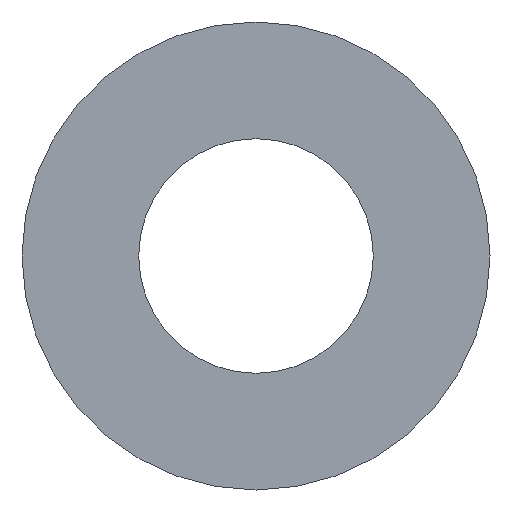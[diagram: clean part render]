
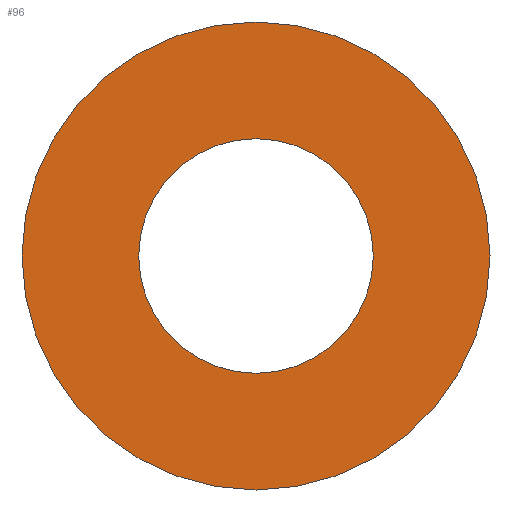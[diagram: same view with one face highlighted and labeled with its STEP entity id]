
A CAD part, front view. The second image highlights one B-rep face of the part: STEP entity #96.
In plain terms, the highlighted planar face has unit normal (0, -1, 0).
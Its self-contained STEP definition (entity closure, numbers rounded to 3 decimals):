
#2 = CARTESIAN_POINT ( 'NONE',  ( 0., 0., 0. ) ) ;
#3 = CIRCLE ( 'NONE', #244, 60.15 ) ;
#4 = CARTESIAN_POINT ( 'NONE',  ( 0., 0., -60.15 ) ) ;
#13 = ORIENTED_EDGE ( 'NONE', *, *, #92, .T. ) ;
#17 = DIRECTION ( 'NONE',  ( 0., 0., 1. ) ) ;
#19 = CARTESIAN_POINT ( 'NONE',  ( 0., 0., 60.15 ) ) ;
#20 = CARTESIAN_POINT ( 'NONE',  ( 0., 0., -30.15 ) ) ;
#26 = CARTESIAN_POINT ( 'NONE',  ( 0., 0., 0. ) ) ;
#27 = ORIENTED_EDGE ( 'NONE', *, *, #136, .F. ) ;
#28 = VERTEX_POINT ( 'NONE', #152 ) ;
#29 = AXIS2_PLACEMENT_3D ( 'NONE', #26, #230, #59 ) ;
#30 = EDGE_CURVE ( 'NONE', #50, #28, #228, .T. ) ;
#36 = CARTESIAN_POINT ( 'NONE',  ( 0., 0., 0. ) ) ;
#37 = CIRCLE ( 'NONE', #47, 30.15 ) ;
#41 = EDGE_CURVE ( 'NONE', #125, #220, #103, .T. ) ;
#42 = DIRECTION ( 'NONE',  ( 0., 0., 1. ) ) ;
#47 = AXIS2_PLACEMENT_3D ( 'NONE', #36, #227, #17 ) ;
#50 = VERTEX_POINT ( 'NONE', #20 ) ;
#59 = DIRECTION ( 'NONE',  ( 0., 0., 1. ) ) ;
#92 = EDGE_CURVE ( 'NONE', #28, #50, #37, .T. ) ;
#96 = ADVANCED_FACE ( 'NONE', ( #177, #212 ), #117, .F. ) ;
#97 = AXIS2_PLACEMENT_3D ( 'NONE', #148, #167, #238 ) ;
#103 = CIRCLE ( 'NONE', #29, 60.15 ) ;
#117 = PLANE ( 'NONE',  #189 ) ;
#125 = VERTEX_POINT ( 'NONE', #19 ) ;
#126 = ORIENTED_EDGE ( 'NONE', *, *, #30, .T. ) ;
#136 = EDGE_CURVE ( 'NONE', #220, #125, #3, .T. ) ;
#147 = ORIENTED_EDGE ( 'NONE', *, *, #41, .F. ) ;
#148 = CARTESIAN_POINT ( 'NONE',  ( 0., 0., 0. ) ) ;
#152 = CARTESIAN_POINT ( 'NONE',  ( 0., 0., 30.15 ) ) ;
#156 = EDGE_LOOP ( 'NONE', ( #126, #13 ) ) ;
#163 = DIRECTION ( 'NONE',  ( 0., 0., 1. ) ) ;
#167 = DIRECTION ( 'NONE',  ( 0., 1., 0. ) ) ;
#177 = FACE_OUTER_BOUND ( 'NONE', #222, .T. ) ;
#189 = AXIS2_PLACEMENT_3D ( 'NONE', #2, #209, #42 ) ;
#194 = CARTESIAN_POINT ( 'NONE',  ( 0., 0., 0. ) ) ;
#209 = DIRECTION ( 'NONE',  ( 0., 1., 0. ) ) ;
#212 = FACE_BOUND ( 'NONE', #156, .T. ) ;
#220 = VERTEX_POINT ( 'NONE', #4 ) ;
#222 = EDGE_LOOP ( 'NONE', ( #27, #147 ) ) ;
#227 = DIRECTION ( 'NONE',  ( 0., 1., 0. ) ) ;
#228 = CIRCLE ( 'NONE', #97, 30.15 ) ;
#230 = DIRECTION ( 'NONE',  ( 0., 1., 0. ) ) ;
#238 = DIRECTION ( 'NONE',  ( 0., 0., 1. ) ) ;
#244 = AXIS2_PLACEMENT_3D ( 'NONE', #194, #249, #163 ) ;
#249 = DIRECTION ( 'NONE',  ( 0., 1., 0. ) ) ;
